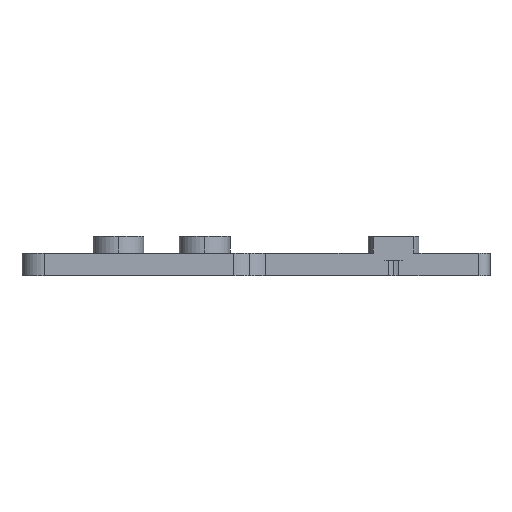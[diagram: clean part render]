
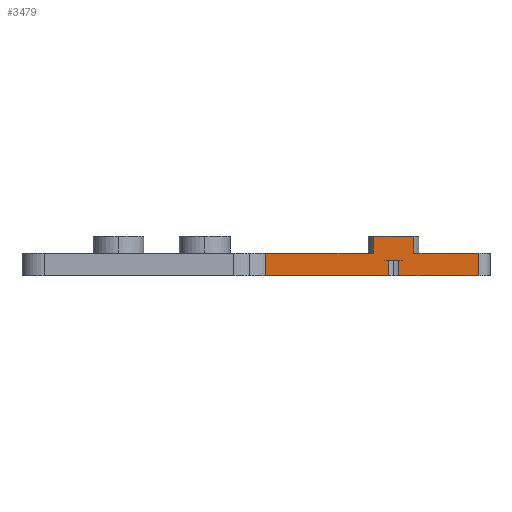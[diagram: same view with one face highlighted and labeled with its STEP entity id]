
A CAD part, left-side view. The second image highlights one B-rep face of the part: STEP entity #3479.
In plain terms, the highlighted planar face has unit normal (-1, 0, 0).
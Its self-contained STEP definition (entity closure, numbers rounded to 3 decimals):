
#36=CARTESIAN_POINT('Line Origine',(-16.009,-24.408,2.7)) ;
#40=CARTESIAN_POINT('Vertex',(-16.009,-23.495,2.7)) ;
#42=CARTESIAN_POINT('Vertex',(-16.009,-25.32,2.7)) ;
#129=CARTESIAN_POINT('Line Origine',(-16.009,-24.408,7.)) ;
#133=CARTESIAN_POINT('Vertex',(-16.009,-20.808,7.)) ;
#135=CARTESIAN_POINT('Vertex',(-16.009,-28.008,7.)) ;
#157=CARTESIAN_POINT('Line Origine',(-16.009,-28.008,5.5)) ;
#161=CARTESIAN_POINT('Vertex',(-16.009,-28.008,4.)) ;
#168=CARTESIAN_POINT('Vertex',(-16.009,-20.808,4.)) ;
#171=CARTESIAN_POINT('Line Origine',(-16.009,-20.808,5.5)) ;
#278=CARTESIAN_POINT('Vertex',(-16.009,-1.657,4.)) ;
#281=CARTESIAN_POINT('Line Origine',(-16.009,-11.232,4.)) ;
#286=CARTESIAN_POINT('Line Origine',(-16.009,-33.755,4.)) ;
#290=CARTESIAN_POINT('Vertex',(-16.009,-39.503,4.)) ;
#1176=CARTESIAN_POINT('Line Origine',(-16.009,-1.657,3.5)) ;
#1180=CARTESIAN_POINT('Vertex',(-16.009,-1.657,0.)) ;
#2106=CARTESIAN_POINT('Vertex',(-16.009,-25.32,0.)) ;
#2115=CARTESIAN_POINT('Vertex',(-16.009,-23.495,0.)) ;
#2118=CARTESIAN_POINT('Line Origine',(-16.009,-12.576,0.)) ;
#2187=CARTESIAN_POINT('Vertex',(-16.009,-39.503,0.)) ;
#2190=CARTESIAN_POINT('Line Origine',(-16.009,-32.411,0.)) ;
#3390=CARTESIAN_POINT('Line Origine',(-16.009,-39.503,3.5)) ;
#3450=CARTESIAN_POINT('Axis2P3D Location',(-16.009,0.,0.)) ;
#3455=CARTESIAN_POINT('Line Origine',(-16.009,-23.495,1.35)) ;
#3460=CARTESIAN_POINT('Line Origine',(-16.009,-25.32,1.35)) ;
#38=VECTOR('Line Direction',#37,1.) ;
#131=VECTOR('Line Direction',#130,1.) ;
#159=VECTOR('Line Direction',#158,1.) ;
#173=VECTOR('Line Direction',#172,1.) ;
#283=VECTOR('Line Direction',#282,1.) ;
#288=VECTOR('Line Direction',#287,1.) ;
#1178=VECTOR('Line Direction',#1177,1.) ;
#2120=VECTOR('Line Direction',#2119,1.) ;
#2192=VECTOR('Line Direction',#2191,1.) ;
#3392=VECTOR('Line Direction',#3391,1.) ;
#3457=VECTOR('Line Direction',#3456,1.) ;
#3462=VECTOR('Line Direction',#3461,1.) ;
#37=DIRECTION('Vector Direction',(0.,-1.,0.)) ;
#130=DIRECTION('Vector Direction',(0.,-1.,0.)) ;
#158=DIRECTION('Vector Direction',(0.,0.,1.)) ;
#172=DIRECTION('Vector Direction',(0.,0.,1.)) ;
#282=DIRECTION('Vector Direction',(0.,-1.,0.)) ;
#287=DIRECTION('Vector Direction',(0.,-1.,0.)) ;
#1177=DIRECTION('Vector Direction',(0.,0.,1.)) ;
#2119=DIRECTION('Vector Direction',(0.,-1.,0.)) ;
#2191=DIRECTION('Vector Direction',(0.,-1.,0.)) ;
#3391=DIRECTION('Vector Direction',(0.,0.,1.)) ;
#3451=DIRECTION('Axis2P3D Direction',(-1.,0.,0.)) ;
#3452=DIRECTION('Axis2P3D XDirection',(0.,-1.,0.)) ;
#3456=DIRECTION('Vector Direction',(0.,0.,-1.)) ;
#3461=DIRECTION('Vector Direction',(0.,0.,-1.)) ;
#3453=AXIS2_PLACEMENT_3D('Plane Axis2P3D',#3450,#3451,#3452) ;
#39=LINE('Line',#36,#38) ;
#132=LINE('Line',#129,#131) ;
#160=LINE('Line',#157,#159) ;
#174=LINE('Line',#171,#173) ;
#284=LINE('Line',#281,#283) ;
#289=LINE('Line',#286,#288) ;
#1179=LINE('Line',#1176,#1178) ;
#2121=LINE('Line',#2118,#2120) ;
#2193=LINE('Line',#2190,#2192) ;
#3393=LINE('Line',#3390,#3392) ;
#3458=LINE('Line',#3455,#3457) ;
#3463=LINE('Line',#3460,#3462) ;
#3454=PLANE('',#3453) ;
#44=EDGE_CURVE('',#41,#43,#39,.T.) ;
#137=EDGE_CURVE('',#134,#136,#132,.T.) ;
#163=EDGE_CURVE('',#162,#136,#160,.T.) ;
#175=EDGE_CURVE('',#169,#134,#174,.T.) ;
#285=EDGE_CURVE('',#279,#169,#284,.T.) ;
#292=EDGE_CURVE('',#162,#291,#289,.T.) ;
#1182=EDGE_CURVE('',#279,#1181,#1179,.F.) ;
#2122=EDGE_CURVE('',#1181,#2116,#2121,.T.) ;
#2194=EDGE_CURVE('',#2107,#2188,#2193,.T.) ;
#3394=EDGE_CURVE('',#2188,#291,#3393,.T.) ;
#3459=EDGE_CURVE('',#41,#2116,#3458,.T.) ;
#3464=EDGE_CURVE('',#43,#2107,#3463,.T.) ;
#3466=ORIENTED_EDGE('',*,*,#2194,.T.) ;
#3467=ORIENTED_EDGE('',*,*,#3394,.T.) ;
#3468=ORIENTED_EDGE('',*,*,#292,.F.) ;
#3469=ORIENTED_EDGE('',*,*,#163,.T.) ;
#3470=ORIENTED_EDGE('',*,*,#137,.F.) ;
#3471=ORIENTED_EDGE('',*,*,#175,.F.) ;
#3472=ORIENTED_EDGE('',*,*,#285,.F.) ;
#3473=ORIENTED_EDGE('',*,*,#1182,.T.) ;
#3474=ORIENTED_EDGE('',*,*,#2122,.T.) ;
#3475=ORIENTED_EDGE('',*,*,#3459,.F.) ;
#3476=ORIENTED_EDGE('',*,*,#44,.T.) ;
#3477=ORIENTED_EDGE('',*,*,#3464,.T.) ;
#3465=EDGE_LOOP('',(#3466,#3467,#3468,#3469,#3470,#3471,#3472,#3473,#3474,#3475,#3476,#3477)) ;
#41=VERTEX_POINT('',#40) ;
#43=VERTEX_POINT('',#42) ;
#134=VERTEX_POINT('',#133) ;
#136=VERTEX_POINT('',#135) ;
#162=VERTEX_POINT('',#161) ;
#169=VERTEX_POINT('',#168) ;
#279=VERTEX_POINT('',#278) ;
#291=VERTEX_POINT('',#290) ;
#1181=VERTEX_POINT('',#1180) ;
#2107=VERTEX_POINT('',#2106) ;
#2116=VERTEX_POINT('',#2115) ;
#2188=VERTEX_POINT('',#2187) ;
#3479=ADVANCED_FACE('PartBody',(#3478),#3454,.T.) ;
#3478=FACE_OUTER_BOUND('',#3465,.T.) ;
